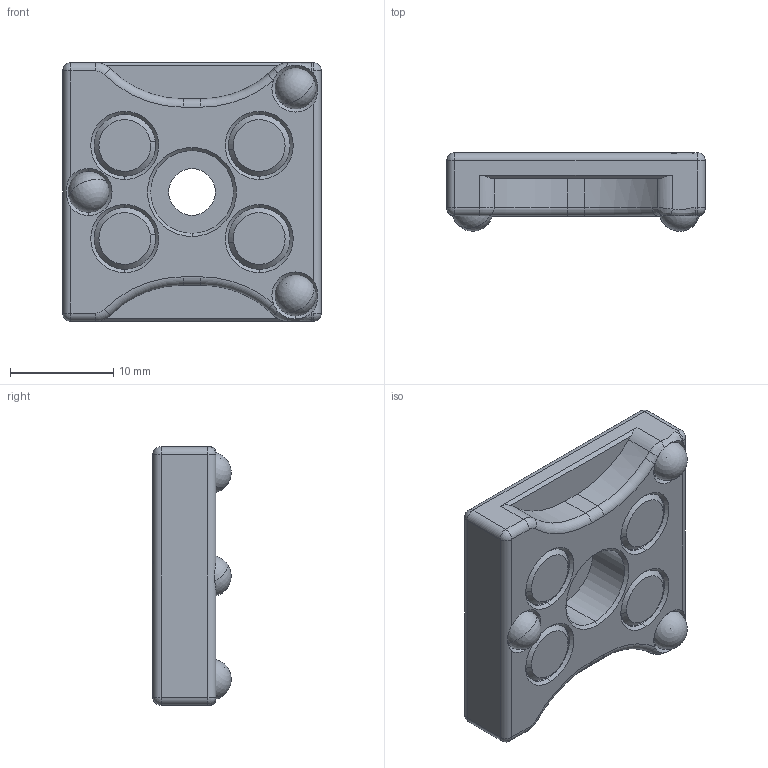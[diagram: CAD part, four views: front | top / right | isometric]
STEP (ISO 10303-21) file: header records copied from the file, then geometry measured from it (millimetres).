
FILE_DESCRIPTION (( 'STEP AP203' ), '1' );
FILE_NAME ('BPKBD-25-T.STEP', '2025-10-27T05:53:56', ( '' ), ( '' ), 'SwSTEP 2.0', 'SolidWorks 2020', '' );
FILE_SCHEMA (( 'CONFIG_CONTROL_DESIGN' ));
Length unit declared in the file: millimetre
Products named in the file (4): 階啣; 3.98钢球; 6℅3埴翐棠沺; BPKBD-25-T
Assembly tree (8 placements, depth 2):
  BPKBD-25-T
    階啣
    6℅3埴翐棠沺  x4
    3.98钢球  x3
Bounding box: 25 x 7.57 x 25 mm (x, y, z)
Volume: 3178.9 mm3; surface area: 2804.6 mm2
Topology: 8 solids, 8 shells, 833 faces, 2217 edges, 1442 vertices
Faces by surface type: plane 437, bspline 274, cylinder 56, cone 46, sphere 14, torus 6
Entity records: 36728 total; most frequent: CARTESIAN_POINT 17926, ORIENTED_EDGE 4284, DIRECTION 2826, EDGE_CURVE 2142, LINE 1428, VECTOR 1428, VERTEX_POINT 1405, EDGE_LOOP 869
